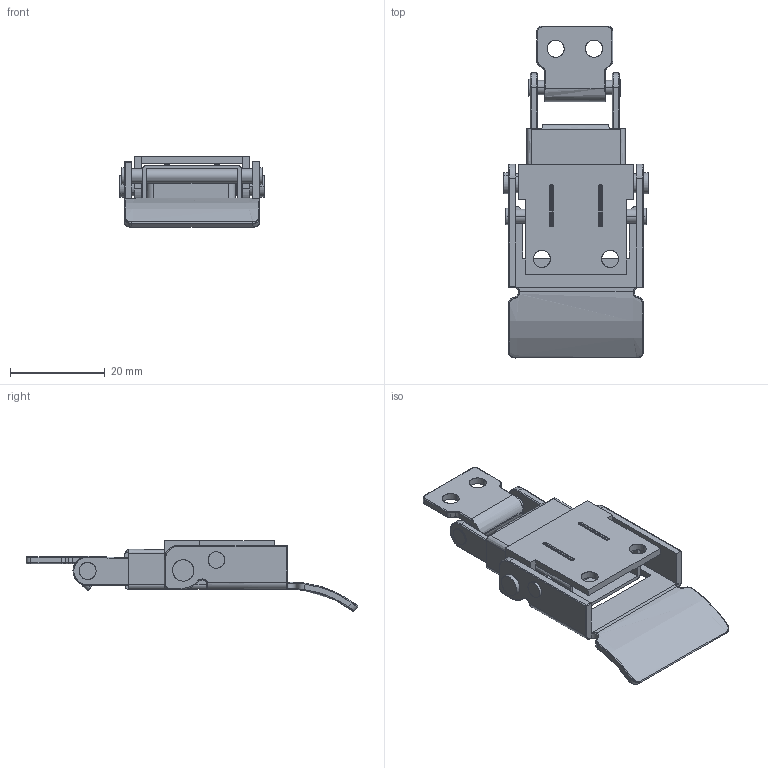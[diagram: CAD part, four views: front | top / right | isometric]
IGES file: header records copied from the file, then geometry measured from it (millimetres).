
Start section: SolidWorks IGES file using analytic representation for surfaces
Global section: file name: 2HTS-168-ss 主體.IGS; native system: SolidWorks 2010; preprocessor: SolidWorks 2010; author: Administrator; date: 110805.152915; units: millimetre
Bounding box: 30.5 x 70.1 x 14.93 mm (x, y, z)
Surface area: 9321.1 mm2 (no closed solid volume)
Topology: 0 solids, 0 shells, 379 faces, 3990 edges, 3965 vertices
Faces by surface type: revolution 207, bspline 172
